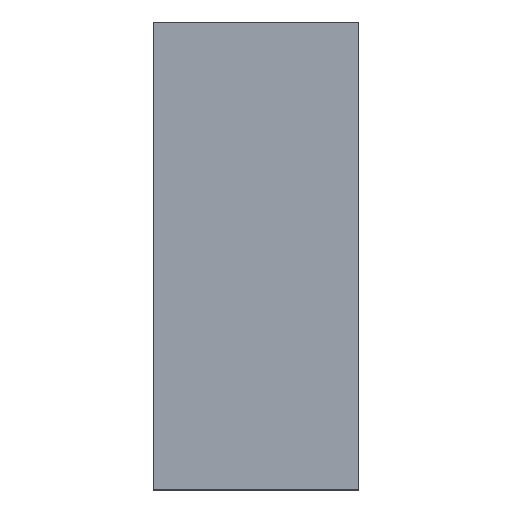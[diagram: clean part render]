
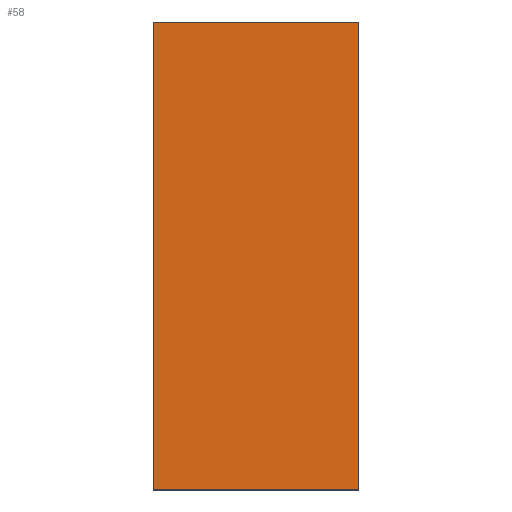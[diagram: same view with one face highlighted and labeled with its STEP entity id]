
A CAD part, left-side view. The second image highlights one B-rep face of the part: STEP entity #58.
In plain terms, the highlighted planar face has unit normal (-1, 0, 0).
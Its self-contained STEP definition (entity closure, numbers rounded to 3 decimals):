
#58=ADVANCED_FACE('',(#116),#117,.F.);
#116=FACE_OUTER_BOUND('',#173,.T.);
#117=PLANE('',#174);
#173=EDGE_LOOP('',(#269,#270,#271,#272));
#174=AXIS2_PLACEMENT_3D('',#273,#274,#275);
#269=ORIENTED_EDGE('',*,*,#352,.T.);
#270=ORIENTED_EDGE('',*,*,#357,.F.);
#271=ORIENTED_EDGE('',*,*,#364,.F.);
#272=ORIENTED_EDGE('',*,*,#360,.F.);
#273=CARTESIAN_POINT('',(0.0,0.275,0.625));
#274=DIRECTION('',(1.0,0.0,0.0));
#275=DIRECTION('',(0.0,0.0,-1.0));
#352=EDGE_CURVE('',#415,#413,#416,.T.);
#357=EDGE_CURVE('',#421,#413,#423,.T.);
#360=EDGE_CURVE('',#415,#427,#428,.T.);
#364=EDGE_CURVE('',#427,#421,#432,.T.);
#413=VERTEX_POINT('',#502);
#415=VERTEX_POINT('',#505);
#416=LINE('',#506,#507);
#421=VERTEX_POINT('',#514);
#423=LINE('',#517,#518);
#427=VERTEX_POINT('',#523);
#428=LINE('',#524,#525);
#432=LINE('',#531,#532);
#502=CARTESIAN_POINT('',(0.0,0.549,0.002));
#505=CARTESIAN_POINT('',(0.0,0.549,1.248));
#506=CARTESIAN_POINT('',(0.0,0.549,0.625));
#507=VECTOR('',#586,1.0);
#514=CARTESIAN_POINT('',(0.0,0.001,0.002));
#517=CARTESIAN_POINT('',(0.0,0.275,0.002));
#518=VECTOR('',#590,1.0);
#523=CARTESIAN_POINT('',(0.0,0.001,1.248));
#524=CARTESIAN_POINT('',(0.0,0.275,1.248));
#525=VECTOR('',#592,1.0);
#531=CARTESIAN_POINT('',(0.0,0.001,0.625));
#532=VECTOR('',#595,1.0);
#586=DIRECTION('',(0.0,0.0,-1.0));
#590=DIRECTION('',(0.0,1.0,0.0));
#592=DIRECTION('',(0.0,-1.0,0.0));
#595=DIRECTION('',(0.0,0.0,-1.0));
